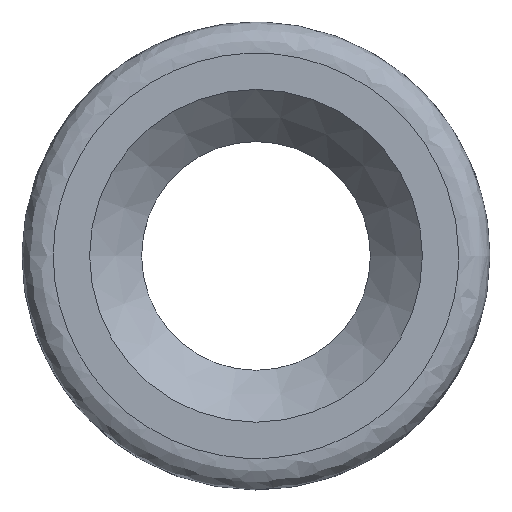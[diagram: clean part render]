
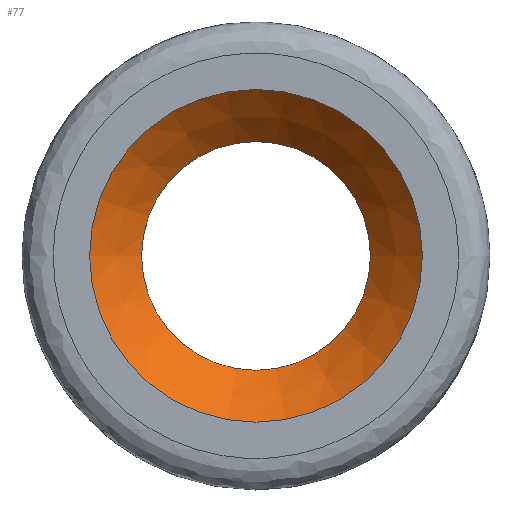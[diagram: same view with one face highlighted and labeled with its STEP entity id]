
A CAD part, top view. The second image highlights one B-rep face of the part: STEP entity #77.
In plain terms, the highlighted conical face has half-angle 45 degrees and reference radius 1.1 mm.
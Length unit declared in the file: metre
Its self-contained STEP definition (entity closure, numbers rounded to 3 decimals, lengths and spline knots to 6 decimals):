
#12=CONICAL_SURFACE('',#99,0.0011,0.785);
#28=ORIENTED_EDGE('',*,*,#34,.F.);
#29=ORIENTED_EDGE('',*,*,#30,.F.);
#30=EDGE_CURVE('',#36,#36,#42,.T.);
#34=EDGE_CURVE('',#40,#40,#45,.F.);
#36=VERTEX_POINT('',#123);
#40=VERTEX_POINT('',#143);
#42=CIRCLE('',#92,0.0011);
#45=CIRCLE('',#97,0.0016);
#56=EDGE_LOOP('',(#28));
#57=EDGE_LOOP('',(#29));
#68=FACE_BOUND('',#56,.T.);
#69=FACE_BOUND('',#57,.T.);
#77=ADVANCED_FACE('',(#68,#69),#12,.F.);
#92=AXIS2_PLACEMENT_3D('',#122,#104,#105);
#97=AXIS2_PLACEMENT_3D('',#142,#114,#115);
#99=AXIS2_PLACEMENT_3D('',#352,#118,#119);
#104=DIRECTION('',(0.,0.,1.));
#105=DIRECTION('',(1.,0.,0.));
#114=DIRECTION('',(0.,0.,1.));
#115=DIRECTION('',(1.,0.,0.));
#118=DIRECTION('',(0.,0.,1.));
#119=DIRECTION('',(1.,0.,0.));
#122=CARTESIAN_POINT('',(0.,0.,0.0005));
#123=CARTESIAN_POINT('',(0.0011,0.,0.0005));
#142=CARTESIAN_POINT('',(0.,0.,0.001));
#143=CARTESIAN_POINT('',(0.0016,0.,0.001));
#352=CARTESIAN_POINT('',(0.,0.,0.0005));
